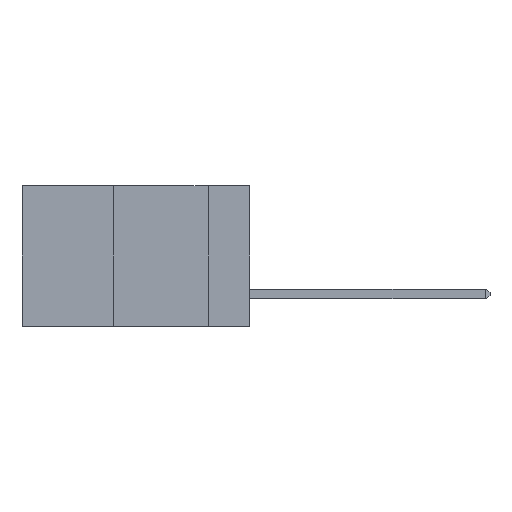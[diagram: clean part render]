
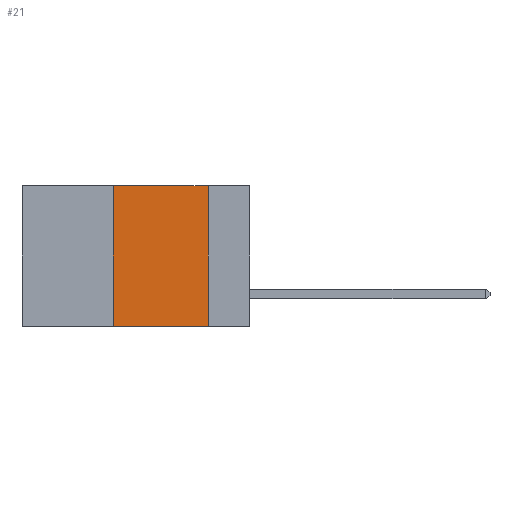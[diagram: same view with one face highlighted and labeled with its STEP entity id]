
A CAD part, left-side view. The second image highlights one B-rep face of the part: STEP entity #21.
In plain terms, the highlighted planar face has unit normal (-1, 0, 0).
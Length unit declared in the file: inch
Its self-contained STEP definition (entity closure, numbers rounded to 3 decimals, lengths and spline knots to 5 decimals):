
#21 = ADVANCED_FACE ( 'NONE', ( #14198 ), #12231, .F. ) ;
#1178 = CARTESIAN_POINT ( 'NONE',  ( 0., 0.36, -0.37 ) ) ;
#1760 = AXIS2_PLACEMENT_3D ( 'NONE', #9642, #7989, #7857 ) ;
#2559 = EDGE_CURVE ( 'NONE', #10509, #20316, #19790, .T. ) ;
#5221 = EDGE_CURVE ( 'NONE', #12833, #16209, #19035, .T. ) ;
#6803 = EDGE_CURVE ( 'NONE', #10509, #16209, #17741, .T. ) ;
#6875 = ORIENTED_EDGE ( 'NONE', *, *, #2559, .F. ) ;
#7113 = VECTOR ( 'NONE', #8536, 39.37008 ) ;
#7390 = ORIENTED_EDGE ( 'NONE', *, *, #6803, .T. ) ;
#7857 = DIRECTION ( 'NONE',  ( 0., 0., -1. ) ) ;
#7989 = DIRECTION ( 'NONE',  ( 1., 0., 0. ) ) ;
#8536 = DIRECTION ( 'NONE',  ( 0., 0., 1. ) ) ;
#9099 = CARTESIAN_POINT ( 'NONE',  ( 0., 0.36, 0. ) ) ;
#9642 = CARTESIAN_POINT ( 'NONE',  ( 0., 0.6, 0. ) ) ;
#10013 = DIRECTION ( 'NONE',  ( 0., 0., -1. ) ) ;
#10134 = LINE ( 'NONE', #13687, #13871 ) ;
#10509 = VERTEX_POINT ( 'NONE', #1178 ) ;
#10605 = ORIENTED_EDGE ( 'NONE', *, *, #20271, .F. ) ;
#10901 = CARTESIAN_POINT ( 'NONE',  ( 0., 0.11, 0. ) ) ;
#11044 = EDGE_LOOP ( 'NONE', ( #18577, #10605, #6875, #7390 ) ) ;
#12231 = PLANE ( 'NONE',  #1760 ) ;
#12833 = VERTEX_POINT ( 'NONE', #10901 ) ;
#13687 = CARTESIAN_POINT ( 'NONE',  ( 0., 0.6, 0. ) ) ;
#13871 = VECTOR ( 'NONE', #18493, 39.37008 ) ;
#14198 = FACE_OUTER_BOUND ( 'NONE', #11044, .T. ) ;
#14823 = VECTOR ( 'NONE', #10013, 39.37008 ) ;
#16209 = VERTEX_POINT ( 'NONE', #17153 ) ;
#16355 = CARTESIAN_POINT ( 'NONE',  ( 0., 0.11, 0. ) ) ;
#16456 = CARTESIAN_POINT ( 'NONE',  ( 0., 0.36, 0. ) ) ;
#16482 = DIRECTION ( 'NONE',  ( 0., -1., 0. ) ) ;
#17153 = CARTESIAN_POINT ( 'NONE',  ( 0., 0.11, -0.37 ) ) ;
#17242 = VECTOR ( 'NONE', #16482, 39.37008 ) ;
#17741 = LINE ( 'NONE', #18165, #17242 ) ;
#18165 = CARTESIAN_POINT ( 'NONE',  ( 0., 0.6, -0.37 ) ) ;
#18493 = DIRECTION ( 'NONE',  ( 0., -1., 0. ) ) ;
#18577 = ORIENTED_EDGE ( 'NONE', *, *, #5221, .F. ) ;
#19035 = LINE ( 'NONE', #16355, #14823 ) ;
#19790 = LINE ( 'NONE', #16456, #7113 ) ;
#20271 = EDGE_CURVE ( 'NONE', #20316, #12833, #10134, .T. ) ;
#20316 = VERTEX_POINT ( 'NONE', #9099 ) ;
